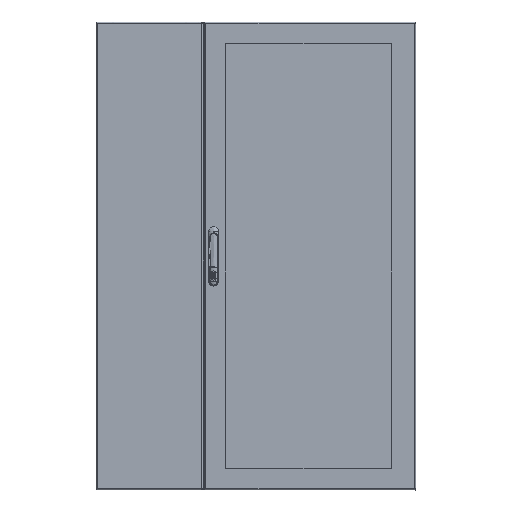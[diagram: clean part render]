
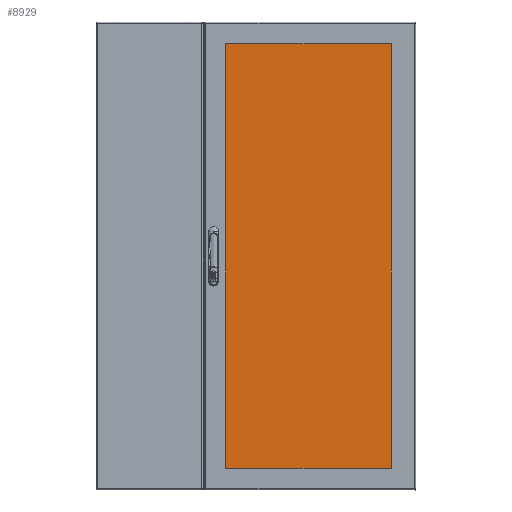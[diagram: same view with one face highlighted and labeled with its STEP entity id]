
A CAD part, top view. The second image highlights one B-rep face of the part: STEP entity #8929.
In plain terms, the highlighted face is planar.
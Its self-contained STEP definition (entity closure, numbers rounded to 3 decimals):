
#8929=ADVANCED_FACE('F5',(#12755),#10409,.T.);
#10409=PLANE('',#49956);
#12755=FACE_OUTER_BOUND('',#15466,.T.);
#15466=EDGE_LOOP('',(#30162,#30163,#30164,#30165));
#30162=ORIENTED_EDGE('',*,*,#41694,.F.);
#30163=ORIENTED_EDGE('',*,*,#41695,.F.);
#30164=ORIENTED_EDGE('',*,*,#41692,.F.);
#30165=ORIENTED_EDGE('',*,*,#41689,.F.);
#35335=VERTEX_POINT('',#106534);
#35336=VERTEX_POINT('',#106536);
#35338=VERTEX_POINT('',#106542);
#35339=VERTEX_POINT('',#106546);
#41689=EDGE_CURVE('E11',#35335,#35336,#44709,.T.);
#41692=EDGE_CURVE('E7',#35336,#35338,#44712,.T.);
#41694=EDGE_CURVE('E15',#35339,#35335,#44714,.T.);
#41695=EDGE_CURVE('E3',#35338,#35339,#44715,.T.);
#44709=LINE('',#106535,#47226);
#44712=LINE('',#106541,#47229);
#44714=LINE('',#106545,#47231);
#44715=LINE('',#106547,#47232);
#47226=VECTOR('',#57646,1.);
#47229=VECTOR('',#57651,1.);
#47231=VECTOR('',#57655,1.);
#47232=VECTOR('',#57656,1.);
#49956=AXIS2_PLACEMENT_3D('',#106548,#57657,#57658);
#57646=DIRECTION('',(1.,0.,0.));
#57651=DIRECTION('',(0.,0.,-1.));
#57655=DIRECTION('',(0.,0.,1.));
#57656=DIRECTION('',(-1.,0.,0.));
#57657=DIRECTION('',(0.,-1.,0.));
#57658=DIRECTION('',(1.,0.,0.));
#106534=CARTESIAN_POINT('',(-6099.665,-1363.054,720.926));
#106535=CARTESIAN_POINT('',(-5291.665,-1363.054,720.926));
#106536=CARTESIAN_POINT('',(-4483.665,-1363.054,720.926));
#106541=CARTESIAN_POINT('',(-4483.665,-1363.054,395.926));
#106542=CARTESIAN_POINT('',(-4483.665,-1363.054,70.926));
#106545=CARTESIAN_POINT('',(-6099.665,-1363.054,395.926));
#106546=CARTESIAN_POINT('',(-6099.665,-1363.054,70.926));
#106547=CARTESIAN_POINT('',(-5291.665,-1363.054,70.926));
#106548=CARTESIAN_POINT('',(-6180.465,-1363.054,38.426));
